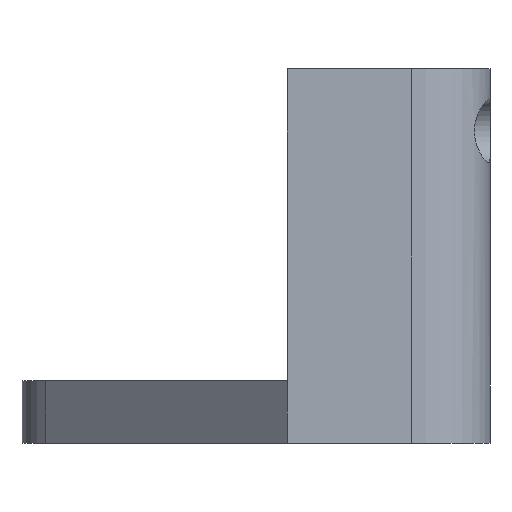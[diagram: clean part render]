
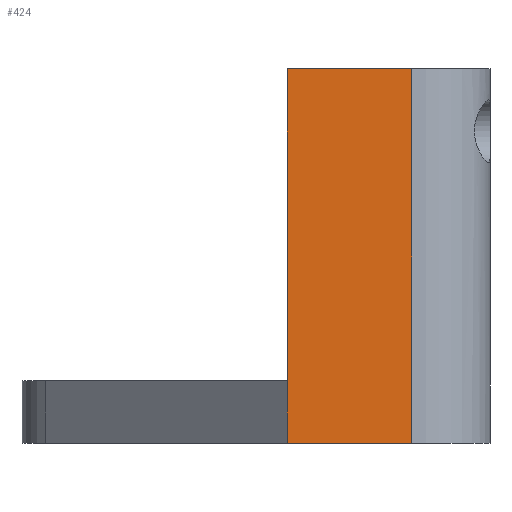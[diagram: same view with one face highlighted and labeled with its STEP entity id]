
A CAD part, left-side view. The second image highlights one B-rep face of the part: STEP entity #424.
In plain terms, the highlighted planar face has unit normal (-1, 0, 0).
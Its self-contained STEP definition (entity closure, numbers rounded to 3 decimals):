
#9 = CARTESIAN_POINT ( 'NONE',  ( -30., -2., 4. ) ) ;
#18 = EDGE_LOOP ( 'NONE', ( #769, #252, #1230, #1330, #1258 ) ) ;
#33 = VERTEX_POINT ( 'NONE', #661 ) ;
#69 = CARTESIAN_POINT ( 'NONE',  ( -30., -2., 24. ) ) ;
#79 = CARTESIAN_POINT ( 'NONE',  ( -30., -15., 4. ) ) ;
#123 = DIRECTION ( 'NONE',  ( 0., -1., 0. ) ) ;
#204 = EDGE_CURVE ( 'NONE', #867, #219, #656, .T. ) ;
#219 = VERTEX_POINT ( 'NONE', #1459 ) ;
#252 = ORIENTED_EDGE ( 'NONE', *, *, #1338, .T. ) ;
#310 = EDGE_CURVE ( 'NONE', #349, #33, #582, .T. ) ;
#331 = VECTOR ( 'NONE', #123, 1000. ) ;
#343 = EDGE_CURVE ( 'NONE', #867, #1138, #807, .T. ) ;
#349 = VERTEX_POINT ( 'NONE', #1387 ) ;
#424 = ADVANCED_FACE ( 'NONE', ( #518 ), #1430, .F. ) ;
#436 = CARTESIAN_POINT ( 'NONE',  ( -30., -10., 4. ) ) ;
#512 = DIRECTION ( 'NONE',  ( 1., 0., 0. ) ) ;
#518 = FACE_OUTER_BOUND ( 'NONE', #18, .T. ) ;
#572 = VECTOR ( 'NONE', #1371, 1000. ) ;
#582 = LINE ( 'NONE', #691, #572 ) ;
#588 = VECTOR ( 'NONE', #1015, 1000. ) ;
#656 = LINE ( 'NONE', #1236, #331 ) ;
#661 = CARTESIAN_POINT ( 'NONE',  ( -30., -10., 0. ) ) ;
#691 = CARTESIAN_POINT ( 'NONE',  ( -30., -15., 0. ) ) ;
#733 = DIRECTION ( 'NONE',  ( 0., 0., -1. ) ) ;
#769 = ORIENTED_EDGE ( 'NONE', *, *, #310, .T. ) ;
#784 = AXIS2_PLACEMENT_3D ( 'NONE', #79, #512, #733 ) ;
#807 = LINE ( 'NONE', #924, #939 ) ;
#867 = VERTEX_POINT ( 'NONE', #69 ) ;
#924 = CARTESIAN_POINT ( 'NONE',  ( -30., -2., 24. ) ) ;
#939 = VECTOR ( 'NONE', #1405, 1000. ) ;
#1015 = DIRECTION ( 'NONE',  ( 0., 0., 1. ) ) ;
#1138 = VERTEX_POINT ( 'NONE', #1254 ) ;
#1230 = ORIENTED_EDGE ( 'NONE', *, *, #204, .F. ) ;
#1233 = DIRECTION ( 'NONE',  ( 0., 0., -1. ) ) ;
#1236 = CARTESIAN_POINT ( 'NONE',  ( -30., -15., 24. ) ) ;
#1254 = CARTESIAN_POINT ( 'NONE',  ( -30., -2., 4. ) ) ;
#1258 = ORIENTED_EDGE ( 'NONE', *, *, #1376, .T. ) ;
#1330 = ORIENTED_EDGE ( 'NONE', *, *, #343, .T. ) ;
#1338 = EDGE_CURVE ( 'NONE', #33, #219, #1465, .T. ) ;
#1350 = LINE ( 'NONE', #9, #1450 ) ;
#1371 = DIRECTION ( 'NONE',  ( 0., -1., 0. ) ) ;
#1376 = EDGE_CURVE ( 'NONE', #1138, #349, #1350, .T. ) ;
#1387 = CARTESIAN_POINT ( 'NONE',  ( -30., -2., 0. ) ) ;
#1405 = DIRECTION ( 'NONE',  ( 0., 0., -1. ) ) ;
#1430 = PLANE ( 'NONE',  #784 ) ;
#1450 = VECTOR ( 'NONE', #1233, 1000. ) ;
#1459 = CARTESIAN_POINT ( 'NONE',  ( -30., -10., 24. ) ) ;
#1465 = LINE ( 'NONE', #436, #588 ) ;
